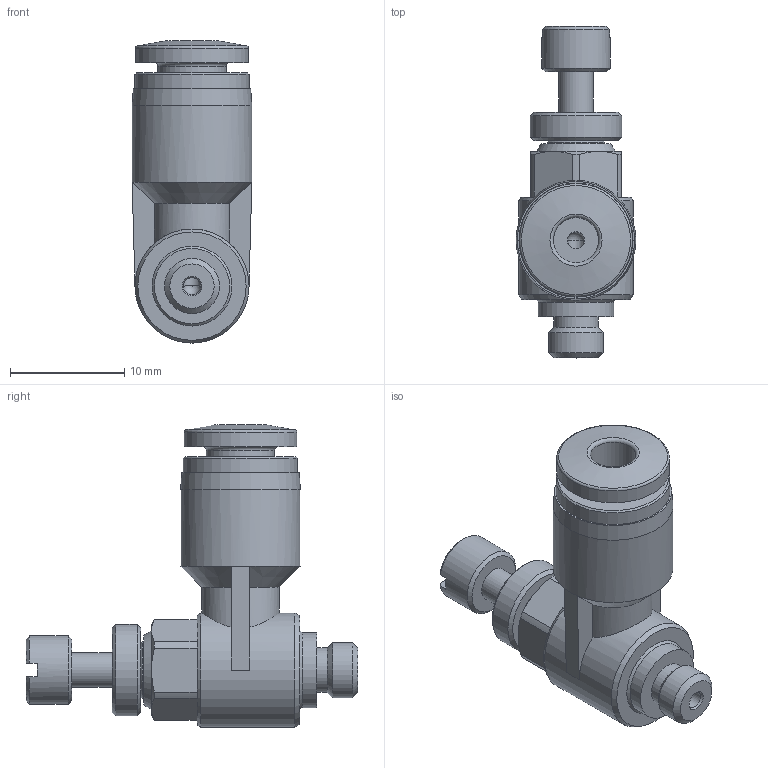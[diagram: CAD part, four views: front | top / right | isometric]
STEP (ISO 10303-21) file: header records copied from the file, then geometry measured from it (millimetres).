
FILE_DESCRIPTION(/* description */ ('STEP AP214'),/* implementation_level */ '2;1');
FILE_NAME(/* name */ '564840_GRLA-10-32-UNF-QB-5_32-U',/* time_stamp */ '2024-08-28T21:21:44+02:00',/* author */ ('License CC BY-ND 4.0'),/* organization */ ('CADENAS'),/* preprocessor_version */ 'ST-DEVELOPER v19.3',/* originating_system */ 'PARTsolutions',/* authorisation */ ' ');
FILE_SCHEMA (('AUTOMOTIVE_DESIGN {1 0 10303 214 3 1 1}'));
Length unit declared in the file: millimetre
Products named in the file (1): 564840 GRLA-10-32-UNF-QB-5/32-U---(29.1)
Bounding box: 10.5 x 29.1 x 26.5 mm (x, y, z)
Volume: 2304.8 mm3; surface area: 1845.4 mm2
Topology: 1 solids, 1 shells, 85 faces, 185 edges, 113 vertices
Faces by surface type: plane 34, cone 24, cylinder 23, torus 3, sphere 1
Full cylindrical faces by diameter (mm): 1.5 x2, 3 x1, 3.881 x1, 3.968 x1, 4.826 x1, 5 x1, 5.968 x1, 6 x1, 6.6 x1, 8 x1, 9.9 x1, 10 x2, 10.5 x1
Entity records: 2789 total; most frequent: CARTESIAN_POINT 435, DIRECTION 380, ORIENTED_EDGE 298, AXIS2_PLACEMENT_3D 168, EDGE_CURVE 149, EDGE_LOOP 131, FACE_BOUND 131, VERTEX_POINT 110
